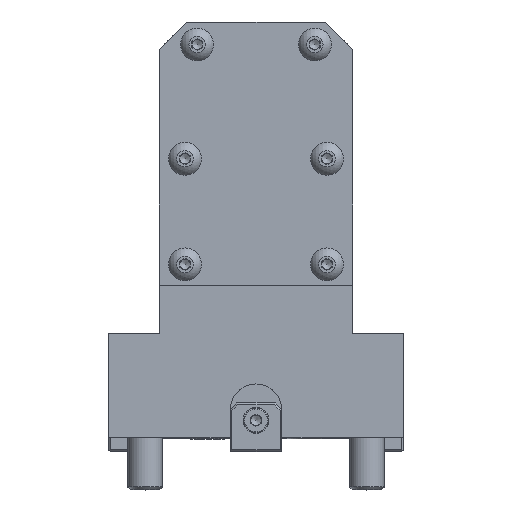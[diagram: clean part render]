
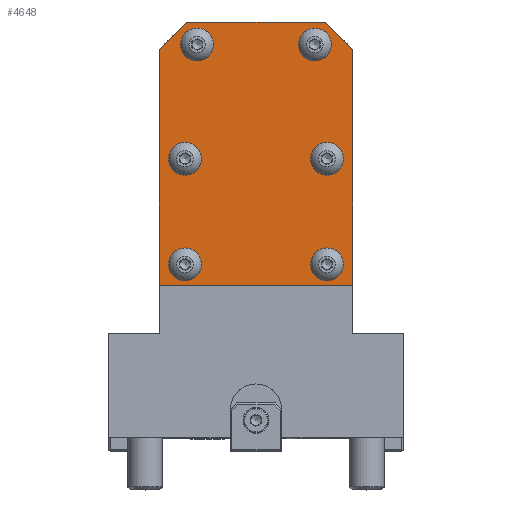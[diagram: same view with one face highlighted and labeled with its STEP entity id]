
A CAD part, top view. The second image highlights one B-rep face of the part: STEP entity #4648.
In plain terms, the highlighted planar face has unit normal (0, 0, 1).
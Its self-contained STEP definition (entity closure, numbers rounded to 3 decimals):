
#188 = LINE ( 'NONE', #2307, #10259 ) ;
#196 = CARTESIAN_POINT ( 'NONE',  ( 19.75, 18.5, 13. ) ) ;
#552 = EDGE_CURVE ( 'NONE', #13733, #984, #7257, .T. ) ;
#578 = CARTESIAN_POINT ( 'NONE',  ( 22.5, 22.5, 13. ) ) ;
#632 = DIRECTION ( 'NONE',  ( 0., 0., 1. ) ) ;
#703 = CARTESIAN_POINT ( 'NONE',  ( 23.25, -14.5, 13. ) ) ;
#718 = EDGE_LOOP ( 'NONE', ( #8680 ) ) ;
#886 = EDGE_CURVE ( 'NONE', #5574, #5574, #11553, .T. ) ;
#984 = VERTEX_POINT ( 'NONE', #1935 ) ;
#1254 = EDGE_LOOP ( 'NONE', ( #15227 ) ) ;
#1458 = FACE_BOUND ( 'NONE', #5289, .T. ) ;
#1570 = EDGE_CURVE ( 'NONE', #5166, #5166, #12508, .T. ) ;
#1675 = VERTEX_POINT ( 'NONE', #196 ) ;
#1935 = CARTESIAN_POINT ( 'NONE',  ( 28., -51., 13. ) ) ;
#2037 = EDGE_CURVE ( 'NONE', #1675, #1675, #5920, .T. ) ;
#2199 = AXIS2_PLACEMENT_3D ( 'NONE', #11774, #15725, #11946 ) ;
#2307 = CARTESIAN_POINT ( 'NONE',  ( -28., 25., 13. ) ) ;
#3262 = CIRCLE ( 'NONE', #4530, 2.75 ) ;
#3298 = VERTEX_POINT ( 'NONE', #11383 ) ;
#3429 = ORIENTED_EDGE ( 'NONE', *, *, #12014, .T. ) ;
#3512 = FACE_BOUND ( 'NONE', #1254, .T. ) ;
#3903 = AXIS2_PLACEMENT_3D ( 'NONE', #12156, #11992, #9574 ) ;
#3981 = PLANE ( 'NONE',  #2199 ) ;
#4230 = ORIENTED_EDGE ( 'NONE', *, *, #16733, .F. ) ;
#4328 = DIRECTION ( 'NONE',  ( -0.707, 0.707, 0. ) ) ;
#4382 = AXIS2_PLACEMENT_3D ( 'NONE', #9739, #13843, #11185 ) ;
#4478 = DIRECTION ( 'NONE',  ( 0., 0., 1. ) ) ;
#4515 = ORIENTED_EDGE ( 'NONE', *, *, #15735, .T. ) ;
#4530 = AXIS2_PLACEMENT_3D ( 'NONE', #9749, #4478, #4594 ) ;
#4594 = DIRECTION ( 'NONE',  ( 1., 0., 0. ) ) ;
#4648 = ADVANCED_FACE ( 'Faccia2', ( #8433, #3512, #13159, #13979, #9678, #1458, #7206 ), #3981, .T. ) ;
#4686 = DIRECTION ( 'NONE',  ( 0., 0., 1. ) ) ;
#4736 = ORIENTED_EDGE ( 'NONE', *, *, #886, .F. ) ;
#4762 = EDGE_LOOP ( 'NONE', ( #10723 ) ) ;
#4850 = CARTESIAN_POINT ( 'NONE',  ( -28., 17., 13. ) ) ;
#5113 = VERTEX_POINT ( 'NONE', #8758 ) ;
#5154 = CARTESIAN_POINT ( 'NONE',  ( 20.5, -45., 13. ) ) ;
#5166 = VERTEX_POINT ( 'NONE', #5353 ) ;
#5289 = EDGE_LOOP ( 'NONE', ( #4736 ) ) ;
#5353 = CARTESIAN_POINT ( 'NONE',  ( -17.75, -45., 13. ) ) ;
#5574 = VERTEX_POINT ( 'NONE', #9968 ) ;
#5587 = CIRCLE ( 'NONE', #4382, 2.75 ) ;
#5920 = CIRCLE ( 'NONE', #3903, 2.75 ) ;
#6005 = CARTESIAN_POINT ( 'NONE',  ( -22.5, 22.5, 13. ) ) ;
#6021 = CARTESIAN_POINT ( 'NONE',  ( 20.5, -14.5, 13. ) ) ;
#6503 = AXIS2_PLACEMENT_3D ( 'NONE', #5154, #14103, #9000 ) ;
#7111 = DIRECTION ( 'NONE',  ( -1., 0., 0. ) ) ;
#7206 = FACE_OUTER_BOUND ( 'NONE', #10749, .T. ) ;
#7257 = LINE ( 'NONE', #10855, #11174 ) ;
#7437 = LINE ( 'NONE', #578, #15647 ) ;
#8433 = FACE_BOUND ( 'NONE', #9224, .T. ) ;
#8556 = CARTESIAN_POINT ( 'NONE',  ( -17.75, -14.5, 13. ) ) ;
#8680 = ORIENTED_EDGE ( 'NONE', *, *, #12112, .F. ) ;
#8704 = ORIENTED_EDGE ( 'NONE', *, *, #13427, .F. ) ;
#8758 = CARTESIAN_POINT ( 'NONE',  ( 28., 17., 13. ) ) ;
#8928 = EDGE_CURVE ( 'NONE', #5113, #14531, #7437, .T. ) ;
#9000 = DIRECTION ( 'NONE',  ( 1., 0., 0. ) ) ;
#9178 = DIRECTION ( 'NONE',  ( 0., -1., 0. ) ) ;
#9224 = EDGE_LOOP ( 'NONE', ( #4230 ) ) ;
#9350 = DIRECTION ( 'NONE',  ( 1., 0., 0. ) ) ;
#9574 = DIRECTION ( 'NONE',  ( 1., 0., 0. ) ) ;
#9669 = VERTEX_POINT ( 'NONE', #703 ) ;
#9678 = FACE_BOUND ( 'NONE', #4762, .T. ) ;
#9739 = CARTESIAN_POINT ( 'NONE',  ( -17., 18.5, 13. ) ) ;
#9749 = CARTESIAN_POINT ( 'NONE',  ( -20.5, -14.5, 13. ) ) ;
#9816 = VERTEX_POINT ( 'NONE', #11237 ) ;
#9968 = CARTESIAN_POINT ( 'NONE',  ( 23.25, -45., 13. ) ) ;
#10259 = VECTOR ( 'NONE', #9178, 1000. ) ;
#10499 = DIRECTION ( 'NONE',  ( 0., 1., 0. ) ) ;
#10532 = ORIENTED_EDGE ( 'NONE', *, *, #552, .T. ) ;
#10568 = CARTESIAN_POINT ( 'NONE',  ( 28., 25., 13. ) ) ;
#10723 = ORIENTED_EDGE ( 'NONE', *, *, #1570, .F. ) ;
#10749 = EDGE_LOOP ( 'NONE', ( #12795, #12042, #12393, #4515, #3429, #10532 ) ) ;
#10855 = CARTESIAN_POINT ( 'NONE',  ( -28., -51., 13. ) ) ;
#11174 = VECTOR ( 'NONE', #9350, 1000. ) ;
#11178 = LINE ( 'NONE', #6005, #12791 ) ;
#11185 = DIRECTION ( 'NONE',  ( 1., 0., 0. ) ) ;
#11237 = CARTESIAN_POINT ( 'NONE',  ( -20., 25., 13. ) ) ;
#11369 = VERTEX_POINT ( 'NONE', #4850 ) ;
#11383 = CARTESIAN_POINT ( 'NONE',  ( -14.25, 18.5, 13. ) ) ;
#11512 = VERTEX_POINT ( 'NONE', #8556 ) ;
#11553 = CIRCLE ( 'NONE', #6503, 2.75 ) ;
#11628 = CIRCLE ( 'NONE', #13756, 2.75 ) ;
#11671 = VECTOR ( 'NONE', #7111, 1000. ) ;
#11689 = CARTESIAN_POINT ( 'NONE',  ( 20., 25., 13. ) ) ;
#11774 = CARTESIAN_POINT ( 'NONE',  ( 0., 0., 13. ) ) ;
#11946 = DIRECTION ( 'NONE',  ( 1., 0., 0. ) ) ;
#11992 = DIRECTION ( 'NONE',  ( 0., 0., 1. ) ) ;
#12014 = EDGE_CURVE ( 'Bordo1', #11369, #13733, #188, .T. ) ;
#12042 = ORIENTED_EDGE ( 'NONE', *, *, #8928, .T. ) ;
#12089 = EDGE_CURVE ( 'NONE', #14531, #9816, #14753, .T. ) ;
#12112 = EDGE_CURVE ( 'NONE', #11512, #11512, #3262, .T. ) ;
#12156 = CARTESIAN_POINT ( 'NONE',  ( 17., 18.5, 13. ) ) ;
#12376 = LINE ( 'NONE', #10568, #16508 ) ;
#12379 = CARTESIAN_POINT ( 'NONE',  ( -28., 25., 13. ) ) ;
#12393 = ORIENTED_EDGE ( 'NONE', *, *, #12089, .T. ) ;
#12508 = CIRCLE ( 'NONE', #13450, 2.75 ) ;
#12667 = DIRECTION ( 'NONE',  ( -0.707, -0.707, 0. ) ) ;
#12694 = DIRECTION ( 'NONE',  ( 1., 0., 0. ) ) ;
#12791 = VECTOR ( 'NONE', #12667, 1000. ) ;
#12795 = ORIENTED_EDGE ( 'NONE', *, *, #16569, .T. ) ;
#13159 = FACE_BOUND ( 'NONE', #16714, .T. ) ;
#13427 = EDGE_CURVE ( 'NONE', #9669, #9669, #11628, .T. ) ;
#13450 = AXIS2_PLACEMENT_3D ( 'NONE', #15027, #632, #13539 ) ;
#13539 = DIRECTION ( 'NONE',  ( 1., 0., 0. ) ) ;
#13733 = VERTEX_POINT ( 'NONE', #14711 ) ;
#13756 = AXIS2_PLACEMENT_3D ( 'NONE', #6021, #4686, #12694 ) ;
#13843 = DIRECTION ( 'NONE',  ( 0., 0., 1. ) ) ;
#13979 = FACE_BOUND ( 'NONE', #718, .T. ) ;
#14103 = DIRECTION ( 'NONE',  ( 0., 0., 1. ) ) ;
#14531 = VERTEX_POINT ( 'NONE', #11689 ) ;
#14711 = CARTESIAN_POINT ( 'NONE',  ( -28., -51., 13. ) ) ;
#14753 = LINE ( 'NONE', #12379, #11671 ) ;
#15027 = CARTESIAN_POINT ( 'NONE',  ( -20.5, -45., 13. ) ) ;
#15227 = ORIENTED_EDGE ( 'NONE', *, *, #2037, .F. ) ;
#15647 = VECTOR ( 'NONE', #4328, 1000. ) ;
#15725 = DIRECTION ( 'NONE',  ( 0., 0., 1. ) ) ;
#15735 = EDGE_CURVE ( 'NONE', #9816, #11369, #11178, .T. ) ;
#16508 = VECTOR ( 'NONE', #10499, 1000. ) ;
#16569 = EDGE_CURVE ( 'NONE', #984, #5113, #12376, .T. ) ;
#16714 = EDGE_LOOP ( 'NONE', ( #8704 ) ) ;
#16733 = EDGE_CURVE ( 'NONE', #3298, #3298, #5587, .T. ) ;
